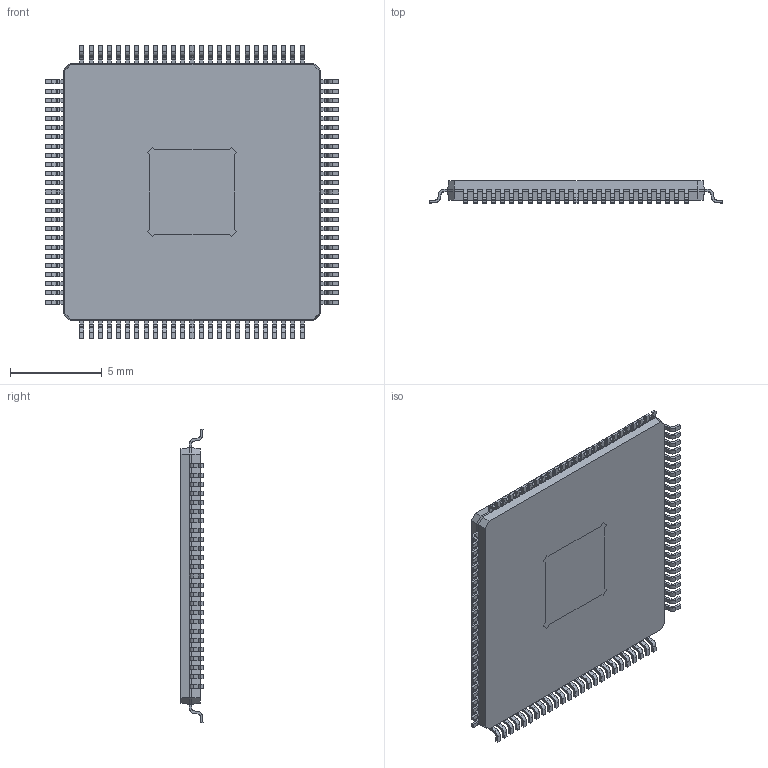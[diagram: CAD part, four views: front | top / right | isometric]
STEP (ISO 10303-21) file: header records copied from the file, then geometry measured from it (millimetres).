
FILE_DESCRIPTION (( 'STEP AP214' ), '1' );
FILE_NAME ('PZP100.STEP', '2020-08-26T13:56:47', ( '' ), ( '' ), 'SwSTEP 2.0', 'SolidWorks 2017', '' );
FILE_SCHEMA (( 'AUTOMOTIVE_DESIGN' ));
Length unit declared in the file: millimetre
Products named in the file (1): PZP100
Bounding box: 16 x 1.2 x 16 mm (x, y, z)
Volume: 207.8 mm3; surface area: 592.4 mm2
Topology: 103 solids, 103 shells, 1468 faces, 3764 edges, 2504 vertices
Faces by surface type: plane 1064, cylinder 404
Entity records: 45643 total; most frequent: CARTESIAN_POINT 7737, ORIENTED_EDGE 7528, DIRECTION 7510, EDGE_CURVE 3764, LINE 2956, VECTOR 2956, VERTEX_POINT 2504, AXIS2_PLACEMENT_3D 2277
